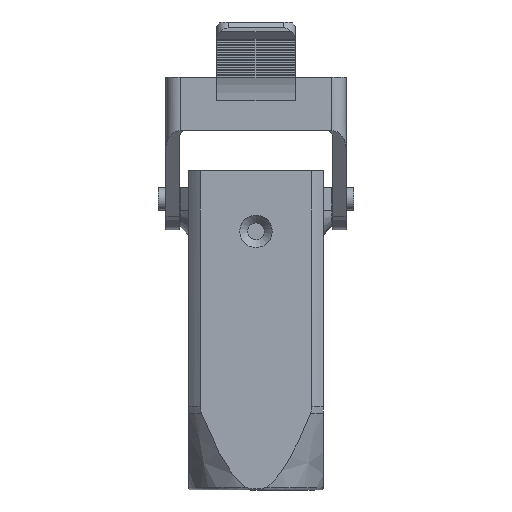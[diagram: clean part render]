
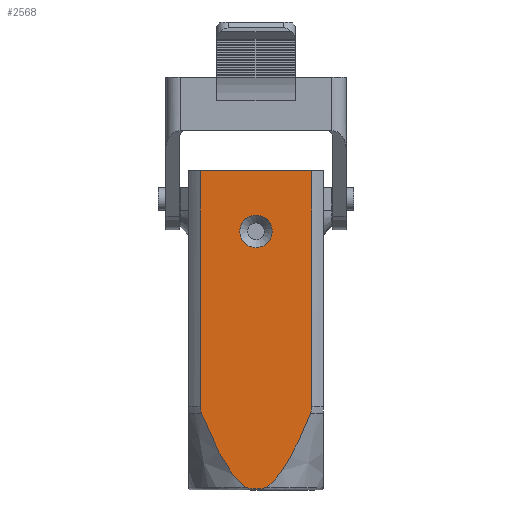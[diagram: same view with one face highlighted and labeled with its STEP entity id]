
A CAD part, left-side view. The second image highlights one B-rep face of the part: STEP entity #2568.
In plain terms, the highlighted planar face has unit normal (-1, 0, 0).
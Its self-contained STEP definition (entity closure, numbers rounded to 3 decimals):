
#2015=(
BOUNDED_CURVE()
B_SPLINE_CURVE(2,(#12694,#12695,#12696),.UNSPECIFIED.,.F.,.F.)
B_SPLINE_CURVE_WITH_KNOTS((3,3),(0.,1.),.UNSPECIFIED.)
CURVE()
GEOMETRIC_REPRESENTATION_ITEM()
RATIONAL_B_SPLINE_CURVE((1.145,1.124,1.006))
REPRESENTATION_ITEM('')
);
#2017=(
BOUNDED_CURVE()
B_SPLINE_CURVE(2,(#12710,#12711,#12712),.UNSPECIFIED.,.F.,.F.)
B_SPLINE_CURVE_WITH_KNOTS((3,3),(0.,1.),.UNSPECIFIED.)
CURVE()
GEOMETRIC_REPRESENTATION_ITEM()
RATIONAL_B_SPLINE_CURVE((1.006,1.124,1.145))
REPRESENTATION_ITEM('')
);
#2137=B_SPLINE_CURVE_WITH_KNOTS('',3,(#12652,#12653,#12654,#12655),
 .UNSPECIFIED.,.F.,.F.,(4,4),(0.,1.),.UNSPECIFIED.);
#2139=B_SPLINE_CURVE_WITH_KNOTS('',3,(#12704,#12705,#12706,#12707),
 .UNSPECIFIED.,.F.,.F.,(4,4),(0.,1.),.UNSPECIFIED.);
#2140=B_SPLINE_CURVE_WITH_KNOTS('',3,(#12714,#12715,#12716,#12717,#12718,
#12719,#12720,#12721,#12722,#12723,#12724,#12725,#12726,#12727),
 .UNSPECIFIED.,.F.,.F.,(4,2,2,2,2,2,4),(0.,0.125,0.188,0.25,
0.5,0.75,1.),.UNSPECIFIED.);
#2141=B_SPLINE_CURVE_WITH_KNOTS('',3,(#12729,#12730,#12731,#12732,#12733,
#12734),.UNSPECIFIED.,.F.,.F.,(4,2,4),(0.,0.5,1.),.UNSPECIFIED.);
#2189=FACE_BOUND('',#3380,.T.);
#2190=FACE_BOUND('',#3381,.T.);
#2331=CIRCLE('',#8208,2.9);
#2568=ADVANCED_FACE('',(#2189,#2190),#2804,.T.);
#2804=PLANE('',#8214);
#3380=EDGE_LOOP('',(#4439));
#3381=EDGE_LOOP('',(#4440,#4441,#4442,#4443,#4444,#4445,#4446,#4447,#4448));
#4439=ORIENTED_EDGE('',*,*,#6233,.T.);
#4440=ORIENTED_EDGE('',*,*,#6244,.T.);
#4441=ORIENTED_EDGE('',*,*,#6245,.T.);
#4442=ORIENTED_EDGE('',*,*,#6246,.T.);
#4443=ORIENTED_EDGE('',*,*,#6247,.T.);
#4444=ORIENTED_EDGE('',*,*,#6241,.T.);
#4445=ORIENTED_EDGE('',*,*,#6238,.T.);
#4446=ORIENTED_EDGE('',*,*,#6236,.T.);
#4447=ORIENTED_EDGE('',*,*,#6248,.T.);
#4448=ORIENTED_EDGE('',*,*,#6249,.T.);
#5522=VERTEX_POINT('',#12638);
#5525=VERTEX_POINT('',#12644);
#5526=VERTEX_POINT('',#12646);
#5527=VERTEX_POINT('',#12656);
#5529=VERTEX_POINT('',#12697);
#5531=VERTEX_POINT('',#12708);
#5532=VERTEX_POINT('',#12709);
#5533=VERTEX_POINT('',#12713);
#5534=VERTEX_POINT('',#12728);
#5535=VERTEX_POINT('',#12736);
#6233=EDGE_CURVE('',#5522,#5522,#2331,.T.);
#6236=EDGE_CURVE('',#5526,#5525,#6880,.T.);
#6238=EDGE_CURVE('',#5527,#5526,#2137,.T.);
#6241=EDGE_CURVE('',#5529,#5527,#2015,.T.);
#6244=EDGE_CURVE('',#5531,#5532,#2139,.T.);
#6245=EDGE_CURVE('',#5532,#5533,#2017,.T.);
#6246=EDGE_CURVE('',#5533,#5534,#2140,.T.);
#6247=EDGE_CURVE('',#5534,#5529,#2141,.T.);
#6248=EDGE_CURVE('',#5525,#5535,#6881,.T.);
#6249=EDGE_CURVE('',#5535,#5531,#6882,.T.);
#6880=LINE('',#12645,#7432);
#6881=LINE('',#12735,#7433);
#6882=LINE('',#12737,#7434);
#7432=VECTOR('',#9071,1.);
#7433=VECTOR('',#9078,1.);
#7434=VECTOR('',#9079,1.);
#8208=AXIS2_PLACEMENT_3D('',#12637,#9064,#9065);
#8214=AXIS2_PLACEMENT_3D('',#12738,#9080,#9081);
#9064=DIRECTION('',(1.,0.,0.));
#9065=DIRECTION('',(0.,0.,1.));
#9071=DIRECTION('',(0.,0.,1.));
#9078=DIRECTION('',(0.,1.,0.));
#9079=DIRECTION('',(0.,0.,-1.));
#9080=DIRECTION('',(-1.,0.,0.));
#9081=DIRECTION('',(0.,-1.,0.));
#12637=CARTESIAN_POINT('',(-12.,0.,0.));
#12638=CARTESIAN_POINT('',(-12.,0.,2.9));
#12644=CARTESIAN_POINT('',(-12.,-9.968,10.8));
#12645=CARTESIAN_POINT('',(-12.,-9.968,-31.28));
#12646=CARTESIAN_POINT('',(-12.,-9.968,-31.28));
#12652=CARTESIAN_POINT('',(-12.,-9.729,-32.501));
#12653=CARTESIAN_POINT('',(-12.,-9.863,-32.165));
#12654=CARTESIAN_POINT('',(-12.,-9.967,-31.668));
#12655=CARTESIAN_POINT('',(-12.,-9.968,-31.28));
#12656=CARTESIAN_POINT('',(-12.,-9.729,-32.501));
#12694=CARTESIAN_POINT('',(-12.,-1.516,-45.821));
#12695=CARTESIAN_POINT('',(-12.,-5.123,-44.025));
#12696=CARTESIAN_POINT('',(-12.,-9.729,-32.501));
#12697=CARTESIAN_POINT('',(-12.,-1.516,-45.822));
#12704=CARTESIAN_POINT('',(-12.,9.968,-31.28));
#12705=CARTESIAN_POINT('',(-12.,9.967,-31.664));
#12706=CARTESIAN_POINT('',(-12.,9.864,-32.161));
#12707=CARTESIAN_POINT('',(-12.,9.729,-32.501));
#12708=CARTESIAN_POINT('',(-12.,9.968,-31.28));
#12709=CARTESIAN_POINT('',(-12.,9.729,-32.501));
#12710=CARTESIAN_POINT('',(-12.,9.729,-32.501));
#12711=CARTESIAN_POINT('',(-12.,5.122,-44.028));
#12712=CARTESIAN_POINT('',(-12.,1.514,-45.822));
#12713=CARTESIAN_POINT('',(-12.,1.514,-45.822));
#12714=CARTESIAN_POINT('',(-12.,1.514,-45.822));
#12715=CARTESIAN_POINT('',(-12.,1.503,-45.828));
#12716=CARTESIAN_POINT('',(-12.,1.448,-45.844));
#12717=CARTESIAN_POINT('',(-12.,1.299,-45.883));
#12718=CARTESIAN_POINT('',(-12.,1.278,-45.889));
#12719=CARTESIAN_POINT('',(-12.,1.219,-45.902));
#12720=CARTESIAN_POINT('',(-12.,1.173,-45.912));
#12721=CARTESIAN_POINT('',(-12.,1.023,-45.943));
#12722=CARTESIAN_POINT('',(-12.,0.89,-45.964));
#12723=CARTESIAN_POINT('',(-12.,0.641,-45.993));
#12724=CARTESIAN_POINT('',(-12.,0.502,-46.004));
#12725=CARTESIAN_POINT('',(-12.,0.32,-46.012));
#12726=CARTESIAN_POINT('',(-12.,0.183,-46.013));
#12727=CARTESIAN_POINT('',(-12.,0.,-46.013));
#12728=CARTESIAN_POINT('',(-12.,0.,-46.013));
#12729=CARTESIAN_POINT('',(-12.,0.,-46.013));
#12730=CARTESIAN_POINT('',(-12.,-0.31,-46.013));
#12731=CARTESIAN_POINT('',(-12.,-0.548,-46.004));
#12732=CARTESIAN_POINT('',(-12.,-0.984,-45.954));
#12733=CARTESIAN_POINT('',(-12.,-1.234,-45.901));
#12734=CARTESIAN_POINT('',(-12.,-1.516,-45.822));
#12735=CARTESIAN_POINT('',(-12.,-9.968,10.8));
#12736=CARTESIAN_POINT('',(-12.,9.968,10.8));
#12737=CARTESIAN_POINT('',(-12.,9.968,10.8));
#12738=CARTESIAN_POINT('',(-12.,12.,-46.2));
